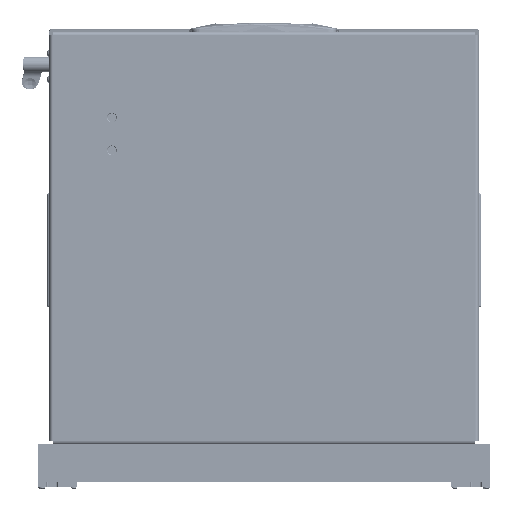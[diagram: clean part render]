
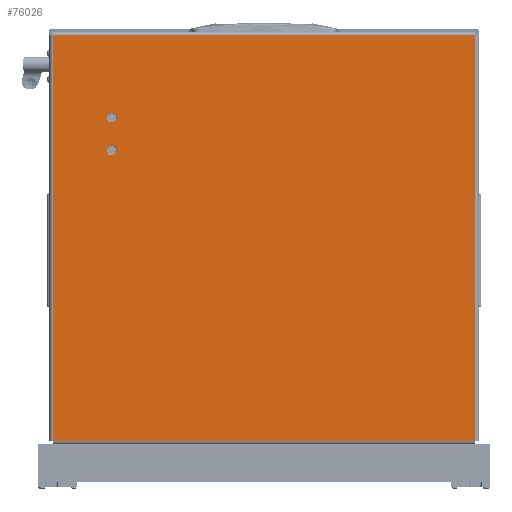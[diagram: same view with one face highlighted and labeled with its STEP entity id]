
A CAD part, front view. The second image highlights one B-rep face of the part: STEP entity #76026.
In plain terms, the highlighted face is planar.
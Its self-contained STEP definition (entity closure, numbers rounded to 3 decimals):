
#929 = EDGE_CURVE ( 'NONE', #78381, #36501, #128514, .T. ) ;
#3867 = DIRECTION ( 'NONE',  ( 0., -1., 0. ) ) ;
#4743 = CARTESIAN_POINT ( 'NONE',  ( 436., 452., 0. ) ) ;
#5123 = VECTOR ( 'NONE', #74583, 1000. ) ;
#7879 = AXIS2_PLACEMENT_3D ( 'NONE', #22612, #13354, #73071 ) ;
#9431 = VERTEX_POINT ( 'NONE', #69151 ) ;
#10390 = VERTEX_POINT ( 'NONE', #36374 ) ;
#10853 = ORIENTED_EDGE ( 'NONE', *, *, #62974, .T. ) ;
#13354 = DIRECTION ( 'NONE',  ( 0., 0., -1. ) ) ;
#13713 = CARTESIAN_POINT ( 'NONE',  ( 0., 452., 0. ) ) ;
#16998 = CIRCLE ( 'NONE', #62953, 5.2 ) ;
#19038 = DIRECTION ( 'NONE',  ( 0., 0., -1. ) ) ;
#21867 = CARTESIAN_POINT ( 'NONE',  ( 119.8, 389., 0. ) ) ;
#22612 = CARTESIAN_POINT ( 'NONE',  ( 90., 389., 0. ) ) ;
#23299 = VERTEX_POINT ( 'NONE', #101788 ) ;
#23918 = EDGE_LOOP ( 'NONE', ( #116585, #10853, #42387, #58205 ) ) ;
#25441 = LINE ( 'NONE', #4743, #80401 ) ;
#36374 = CARTESIAN_POINT ( 'NONE',  ( 436., 0., 0. ) ) ;
#36501 = VERTEX_POINT ( 'NONE', #74001 ) ;
#36985 = DIRECTION ( 'NONE',  ( -1., 0., 0. ) ) ;
#37207 = CARTESIAN_POINT ( 'NONE',  ( 125., 389., 0. ) ) ;
#37524 = DIRECTION ( 'NONE',  ( -1., 0., 0. ) ) ;
#39170 = DIRECTION ( 'NONE',  ( -1., 0., 0. ) ) ;
#39362 = EDGE_CURVE ( 'NONE', #36501, #78381, #129968, .T. ) ;
#41088 = EDGE_CURVE ( 'NONE', #41391, #108821, #42385, .T. ) ;
#41391 = VERTEX_POINT ( 'NONE', #82058 ) ;
#42385 = CIRCLE ( 'NONE', #59246, 5.2 ) ;
#42387 = ORIENTED_EDGE ( 'NONE', *, *, #117978, .F. ) ;
#43684 = AXIS2_PLACEMENT_3D ( 'NONE', #79098, #19038, #39170 ) ;
#45905 = ORIENTED_EDGE ( 'NONE', *, *, #41088, .F. ) ;
#47676 = DIRECTION ( 'NONE',  ( -1., 0., 0. ) ) ;
#48975 = AXIS2_PLACEMENT_3D ( 'NONE', #67419, #117322, #37524 ) ;
#49846 = ORIENTED_EDGE ( 'NONE', *, *, #929, .F. ) ;
#57077 = LINE ( 'NONE', #117084, #5123 ) ;
#58205 = ORIENTED_EDGE ( 'NONE', *, *, #85456, .T. ) ;
#59246 = AXIS2_PLACEMENT_3D ( 'NONE', #96643, #108443, #36985 ) ;
#59507 = FACE_BOUND ( 'NONE', #104323, .T. ) ;
#62791 = CARTESIAN_POINT ( 'NONE',  ( 95.2, 389., 0. ) ) ;
#62953 = AXIS2_PLACEMENT_3D ( 'NONE', #37207, #107800, #47676 ) ;
#62974 = EDGE_CURVE ( 'NONE', #9431, #23299, #78311, .T. ) ;
#63815 = DIRECTION ( 'NONE',  ( -1., 0., 0. ) ) ;
#65807 = VECTOR ( 'NONE', #122918, 1000. ) ;
#67419 = CARTESIAN_POINT ( 'NONE',  ( 0., 452., 0. ) ) ;
#69151 = CARTESIAN_POINT ( 'NONE',  ( 2., 0., 0. ) ) ;
#71870 = EDGE_CURVE ( 'NONE', #108821, #41391, #16998, .T. ) ;
#72196 = FACE_OUTER_BOUND ( 'NONE', #23918, .T. ) ;
#73071 = DIRECTION ( 'NONE',  ( -1., 0., 0. ) ) ;
#73654 = CARTESIAN_POINT ( 'NONE',  ( 436., 452., 0. ) ) ;
#74001 = CARTESIAN_POINT ( 'NONE',  ( 84.8, 389., 0. ) ) ;
#74115 = EDGE_LOOP ( 'NONE', ( #91238, #45905 ) ) ;
#74583 = DIRECTION ( 'NONE',  ( -1., 0., 0. ) ) ;
#76026 = ADVANCED_FACE ( 'NONE', ( #59507, #98840, #72196 ), #126977, .T. ) ;
#78311 = LINE ( 'NONE', #112835, #65807 ) ;
#78381 = VERTEX_POINT ( 'NONE', #62791 ) ;
#79098 = CARTESIAN_POINT ( 'NONE',  ( 90., 389., 0. ) ) ;
#80401 = VECTOR ( 'NONE', #3867, 1000. ) ;
#82058 = CARTESIAN_POINT ( 'NONE',  ( 130.2, 389., 0. ) ) ;
#83047 = LINE ( 'NONE', #13713, #104958 ) ;
#85456 = EDGE_CURVE ( 'NONE', #98116, #10390, #25441, .T. ) ;
#87495 = EDGE_CURVE ( 'NONE', #10390, #9431, #57077, .T. ) ;
#91238 = ORIENTED_EDGE ( 'NONE', *, *, #71870, .F. ) ;
#96643 = CARTESIAN_POINT ( 'NONE',  ( 125., 389., 0. ) ) ;
#98116 = VERTEX_POINT ( 'NONE', #73654 ) ;
#98840 = FACE_BOUND ( 'NONE', #74115, .T. ) ;
#101788 = CARTESIAN_POINT ( 'NONE',  ( 2., 452., 0. ) ) ;
#104323 = EDGE_LOOP ( 'NONE', ( #121836, #49846 ) ) ;
#104958 = VECTOR ( 'NONE', #63815, 1000. ) ;
#107800 = DIRECTION ( 'NONE',  ( 0., 0., -1. ) ) ;
#108443 = DIRECTION ( 'NONE',  ( 0., 0., -1. ) ) ;
#108821 = VERTEX_POINT ( 'NONE', #21867 ) ;
#112835 = CARTESIAN_POINT ( 'NONE',  ( 2., 0., 0. ) ) ;
#116585 = ORIENTED_EDGE ( 'NONE', *, *, #87495, .T. ) ;
#117084 = CARTESIAN_POINT ( 'NONE',  ( 436., 0., 0. ) ) ;
#117322 = DIRECTION ( 'NONE',  ( 0., 0., -1. ) ) ;
#117978 = EDGE_CURVE ( 'NONE', #98116, #23299, #83047, .T. ) ;
#121836 = ORIENTED_EDGE ( 'NONE', *, *, #39362, .F. ) ;
#122918 = DIRECTION ( 'NONE',  ( 0., 1., 0. ) ) ;
#126977 = PLANE ( 'NONE',  #48975 ) ;
#128514 = CIRCLE ( 'NONE', #7879, 5.2 ) ;
#129968 = CIRCLE ( 'NONE', #43684, 5.2 ) ;
